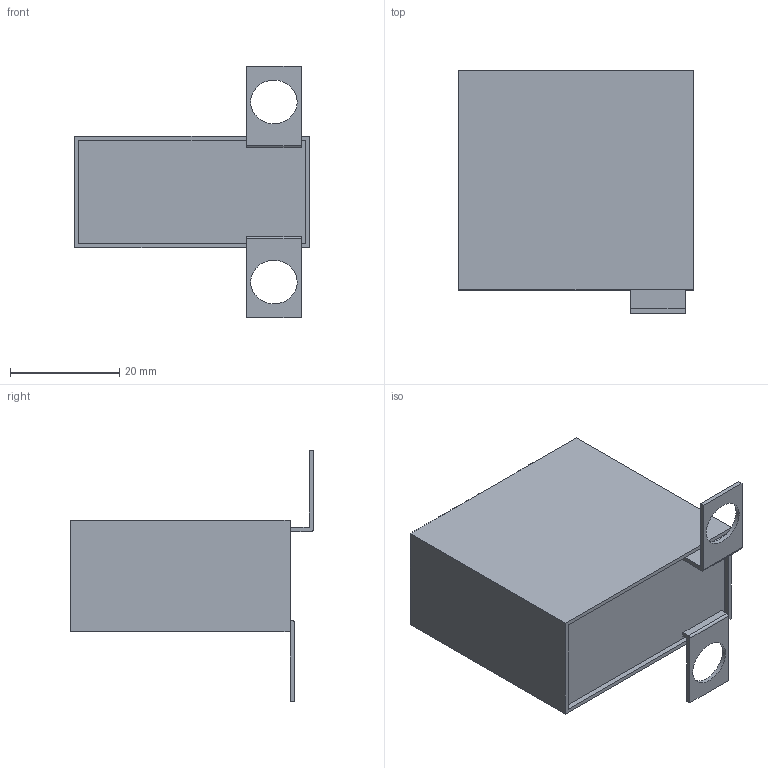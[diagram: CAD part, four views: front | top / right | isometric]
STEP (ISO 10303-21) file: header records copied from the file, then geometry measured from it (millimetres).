
FILE_DESCRIPTION (( 'STEP AP214' ), '1' );
FILE_NAME ('CFP_C4BE_41.5X40X20_L43H40.2T20.4.STEP', '2020-03-26T20:31:27', ( '' ), ( '' ), 'SwSTEP 2.0', 'SolidWorks 2014', '' );
FILE_SCHEMA (( 'AUTOMOTIVE_DESIGN' ));
Length unit declared in the file: millimetre
Products named in the file (1): CFP_C4BE_41.5X40X20_L43H40.2T20.4
Bounding box: 43 x 44.51 x 46 mm (x, y, z)
Volume: 34674.8 mm3; surface area: 7640.8 mm2
Topology: 4 solids, 4 shells, 89 faces, 239 edges, 158 vertices
Faces by surface type: plane 83, bspline 4, cylinder 2
Entity records: 3162 total; most frequent: CARTESIAN_POINT 539, ORIENTED_EDGE 478, DIRECTION 407, EDGE_CURVE 239, VECTOR 227, LINE 227, VERTEX_POINT 158, EDGE_LOOP 95
